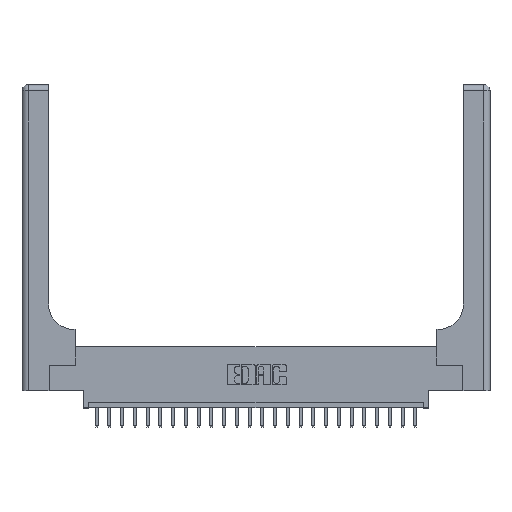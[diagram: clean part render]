
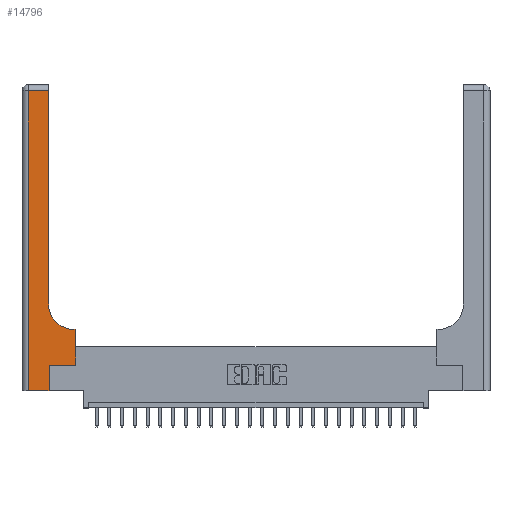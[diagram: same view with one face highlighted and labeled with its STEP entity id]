
A CAD part, top view. The second image highlights one B-rep face of the part: STEP entity #14796.
In plain terms, the highlighted planar face has unit normal (0, 0, 1).
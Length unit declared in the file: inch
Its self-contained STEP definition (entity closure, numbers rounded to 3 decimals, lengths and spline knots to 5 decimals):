
#112 = VERTEX_POINT ( 'NONE', #11688 ) ;
#531 = CARTESIAN_POINT ( 'NONE',  ( 0.06, 0., 0.37 ) ) ;
#743 = PLANE ( 'NONE',  #7759 ) ;
#892 = CARTESIAN_POINT ( 'NONE',  ( 0.51, 0.85, 0.37 ) ) ;
#1078 = CARTESIAN_POINT ( 'NONE',  ( 0.528, 0.6, 0.37 ) ) ;
#1243 = CARTESIAN_POINT ( 'NONE',  ( 0.265, 0., 0.37 ) ) ;
#1253 = DIRECTION ( 'NONE',  ( 0., 0., -1. ) ) ;
#1393 = EDGE_CURVE ( 'NONE', #4147, #14544, #21338, .T. ) ;
#1403 = CARTESIAN_POINT ( 'NONE',  ( 0.26, 0.6, 0.37 ) ) ;
#1495 = CARTESIAN_POINT ( 'NONE',  ( 0.06, 2.94, 0.37 ) ) ;
#1898 = LINE ( 'NONE', #18764, #18583 ) ;
#1988 = LINE ( 'NONE', #16905, #4460 ) ;
#2012 = DIRECTION ( 'NONE',  ( 1., 0., 0. ) ) ;
#2363 = ORIENTED_EDGE ( 'NONE', *, *, #18369, .T. ) ;
#2423 = CIRCLE ( 'NONE', #11026, 0.25 ) ;
#2530 = VECTOR ( 'NONE', #14952, 39.37008 ) ;
#2657 = CARTESIAN_POINT ( 'NONE',  ( 0.265, 0., 0.37 ) ) ;
#2783 = LINE ( 'NONE', #2657, #10300 ) ;
#3628 = ORIENTED_EDGE ( 'NONE', *, *, #12153, .T. ) ;
#3640 = VECTOR ( 'NONE', #6565, 39.37008 ) ;
#4099 = EDGE_CURVE ( 'NONE', #10483, #12380, #2423, .T. ) ;
#4147 = VERTEX_POINT ( 'NONE', #5752 ) ;
#4460 = VECTOR ( 'NONE', #18492, 39.37008 ) ;
#4500 = VECTOR ( 'NONE', #12426, 39.37008 ) ;
#4617 = CARTESIAN_POINT ( 'NONE',  ( 0., 2.94, 0.37 ) ) ;
#4631 = ORIENTED_EDGE ( 'NONE', *, *, #7785, .T. ) ;
#5115 = VERTEX_POINT ( 'NONE', #531 ) ;
#5752 = CARTESIAN_POINT ( 'NONE',  ( 0.26, 2.94, 0.37 ) ) ;
#5798 = ORIENTED_EDGE ( 'NONE', *, *, #7017, .T. ) ;
#6297 = VERTEX_POINT ( 'NONE', #1243 ) ;
#6398 = ORIENTED_EDGE ( 'NONE', *, *, #17380, .T. ) ;
#6565 = DIRECTION ( 'NONE',  ( -1., 0., 0. ) ) ;
#6860 = DIRECTION ( 'NONE',  ( -1., 0., 0. ) ) ;
#7017 = EDGE_CURVE ( 'NONE', #6297, #112, #2783, .T. ) ;
#7021 = CARTESIAN_POINT ( 'NONE',  ( 0.265, 0.25, 0.37 ) ) ;
#7078 = ORIENTED_EDGE ( 'NONE', *, *, #21631, .T. ) ;
#7759 = AXIS2_PLACEMENT_3D ( 'NONE', #23596, #23231, #6860 ) ;
#7785 = EDGE_CURVE ( 'NONE', #12380, #4147, #1988, .T. ) ;
#8453 = VERTEX_POINT ( 'NONE', #1078 ) ;
#8706 = FACE_OUTER_BOUND ( 'NONE', #23234, .T. ) ;
#8716 = CARTESIAN_POINT ( 'NONE',  ( 0.528, 0.25, 0.37 ) ) ;
#10300 = VECTOR ( 'NONE', #19159, 39.37008 ) ;
#10449 = ORIENTED_EDGE ( 'NONE', *, *, #1393, .T. ) ;
#10483 = VERTEX_POINT ( 'NONE', #11587 ) ;
#11026 = AXIS2_PLACEMENT_3D ( 'NONE', #892, #1253, #13981 ) ;
#11158 = VERTEX_POINT ( 'NONE', #13507 ) ;
#11587 = CARTESIAN_POINT ( 'NONE',  ( 0.51, 0.6, 0.37 ) ) ;
#11688 = CARTESIAN_POINT ( 'NONE',  ( 0.265, 0.25, 0.37 ) ) ;
#12153 = EDGE_CURVE ( 'NONE', #5115, #6297, #1898, .T. ) ;
#12380 = VERTEX_POINT ( 'NONE', #16305 ) ;
#12426 = DIRECTION ( 'NONE',  ( 0., -1., 0. ) ) ;
#13507 = CARTESIAN_POINT ( 'NONE',  ( 0.528, 0.25, 0.37 ) ) ;
#13981 = DIRECTION ( 'NONE',  ( 1., 0., 0. ) ) ;
#14313 = DIRECTION ( 'NONE',  ( 0., 1., 0. ) ) ;
#14343 = DIRECTION ( 'NONE',  ( 1., 0., 0. ) ) ;
#14544 = VERTEX_POINT ( 'NONE', #1495 ) ;
#14605 = ORIENTED_EDGE ( 'NONE', *, *, #4099, .T. ) ;
#14796 = ADVANCED_FACE ( 'NONE', ( #8706 ), #743, .F. ) ;
#14952 = DIRECTION ( 'NONE',  ( -1., 0., 0. ) ) ;
#15353 = VECTOR ( 'NONE', #14343, 39.37008 ) ;
#16026 = LINE ( 'NONE', #8716, #19796 ) ;
#16074 = LINE ( 'NONE', #19981, #4500 ) ;
#16305 = CARTESIAN_POINT ( 'NONE',  ( 0.26, 0.85, 0.37 ) ) ;
#16905 = CARTESIAN_POINT ( 'NONE',  ( 0.26, 3., 0.37 ) ) ;
#17048 = ORIENTED_EDGE ( 'NONE', *, *, #18502, .T. ) ;
#17380 = EDGE_CURVE ( 'NONE', #112, #11158, #18013, .T. ) ;
#18013 = LINE ( 'NONE', #7021, #15353 ) ;
#18369 = EDGE_CURVE ( 'NONE', #14544, #5115, #16074, .T. ) ;
#18492 = DIRECTION ( 'NONE',  ( 0., 1., 0. ) ) ;
#18502 = EDGE_CURVE ( 'NONE', #8453, #10483, #18630, .T. ) ;
#18583 = VECTOR ( 'NONE', #2012, 39.37008 ) ;
#18630 = LINE ( 'NONE', #1403, #2530 ) ;
#18764 = CARTESIAN_POINT ( 'NONE',  ( 0., 0., 0.37 ) ) ;
#19159 = DIRECTION ( 'NONE',  ( 0., 1., 0. ) ) ;
#19796 = VECTOR ( 'NONE', #14313, 39.37008 ) ;
#19981 = CARTESIAN_POINT ( 'NONE',  ( 0.06, 3., 0.37 ) ) ;
#21338 = LINE ( 'NONE', #4617, #3640 ) ;
#21631 = EDGE_CURVE ( 'NONE', #11158, #8453, #16026, .T. ) ;
#23231 = DIRECTION ( 'NONE',  ( 0., 0., -1. ) ) ;
#23234 = EDGE_LOOP ( 'NONE', ( #4631, #10449, #2363, #3628, #5798, #6398, #7078, #17048, #14605 ) ) ;
#23596 = CARTESIAN_POINT ( 'NONE',  ( 0., 3., 0.37 ) ) ;
